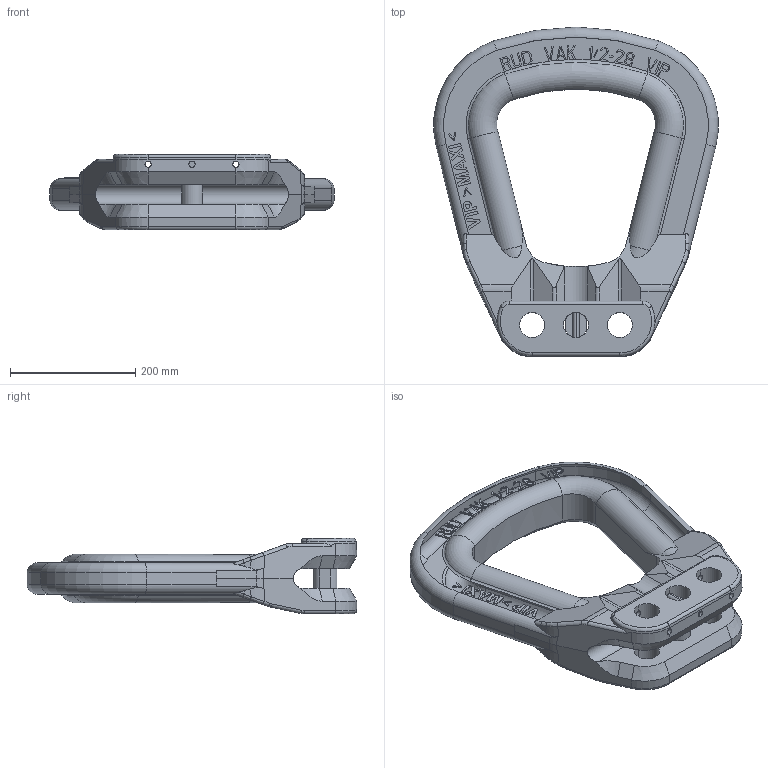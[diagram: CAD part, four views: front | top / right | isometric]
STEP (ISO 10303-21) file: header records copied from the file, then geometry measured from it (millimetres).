
FILE_DESCRIPTION((''),'2;1');
FILE_NAME('001-M34097-P-06_ASM','2011-05-16T',('Roland.Jakubetz'),(''),'PRO/ENGINEER BY PARAMETRIC TECHNOLOGY CORPORATION, 2010140','PRO/ENGINEER BY PARAMETRIC TECHNOLOGY CORPORATION, 2010140','');
FILE_SCHEMA(('CONFIG_CONTROL_DESIGN'));
Length unit declared in the file: millimetre
Products named in the file (6): 001-M34097-P-04_AF0; 001-M34097-P-05_ASM; 001-M34097-P-03_ASM; 001-M34101-P-1; 001-M34101-P-7; 001-M34097-P-06_ASM
Assembly tree (5 placements, depth 4):
  001-M34097-P-06_ASM
    001-M34097-P-03_ASM
      001-M34097-P-05_ASM
        001-M34097-P-04_AF0
    001-M34101-P-1
    001-M34101-P-7
Bounding box: 453.1 x 525.74 x 120 mm (x, y, z)
Volume: 8669294.1 mm3; surface area: 511017.8 mm2
Topology: 3 solids, 3 shells, 597 faces, 1641 edges, 1061 vertices
Faces by surface type: plane 443, cylinder 84, torus 26, bspline 22, cone 14, extrusion 8
Entity records: 20519 total; most frequent: CARTESIAN_POINT 5533, ORIENTED_EDGE 3270, DIRECTION 2774, EDGE_CURVE 1635, VECTOR 1296, LINE 1288, VERTEX_POINT 1058, AXIS2_PLACEMENT_3D 739
